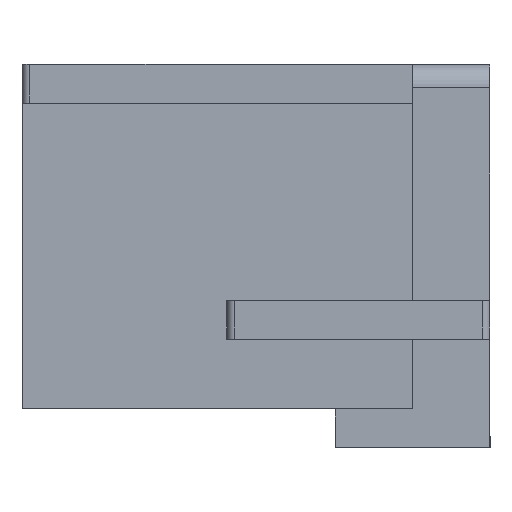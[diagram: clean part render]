
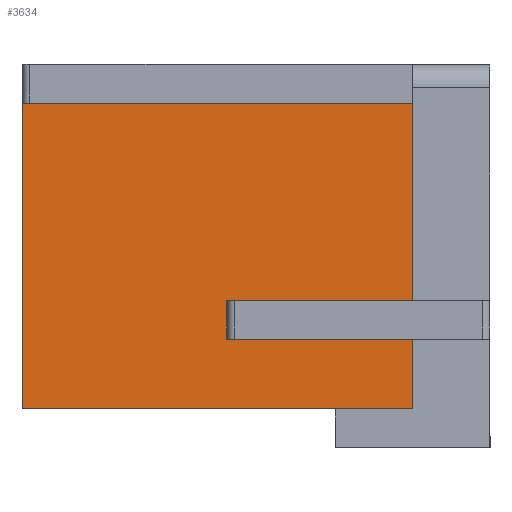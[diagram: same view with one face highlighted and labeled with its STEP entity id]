
A CAD part, left-side view. The second image highlights one B-rep face of the part: STEP entity #3634.
In plain terms, the highlighted planar face has unit normal (-1, 0, 0).
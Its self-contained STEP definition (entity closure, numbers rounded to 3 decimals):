
#393 = PLANE('',#394);
#394 = AXIS2_PLACEMENT_3D('',#395,#396,#397);
#395 = CARTESIAN_POINT('',(21.25,60.466,0.));
#396 = DIRECTION('',(0.,1.,0.));
#397 = DIRECTION('',(0.,0.,1.));
#538 = PLANE('',#539);
#539 = AXIS2_PLACEMENT_3D('',#540,#541,#542);
#540 = CARTESIAN_POINT('',(-69.25,0.,19.));
#541 = DIRECTION('',(0.,1.,0.));
#542 = DIRECTION('',(0.,0.,1.));
#1065 = VERTEX_POINT('',#1066);
#1066 = CARTESIAN_POINT('',(21.25,60.466,5.));
#1082 = PLANE('',#1083);
#1083 = AXIS2_PLACEMENT_3D('',#1084,#1085,#1086);
#1084 = CARTESIAN_POINT('',(21.25,19.466,5.));
#1085 = DIRECTION('',(0.,0.,1.));
#1086 = DIRECTION('',(1.,0.,0.));
#1094 = EDGE_CURVE('',#1065,#1095,#1097,.T.);
#1095 = VERTEX_POINT('',#1096);
#1096 = CARTESIAN_POINT('',(21.25,60.466,44.5));
#1097 = SURFACE_CURVE('',#1098,(#1102,#1109),.PCURVE_S1.);
#1098 = LINE('',#1099,#1100);
#1099 = CARTESIAN_POINT('',(21.25,60.466,0.));
#1100 = VECTOR('',#1101,1.);
#1101 = DIRECTION('',(0.,0.,1.));
#1102 = PCURVE('',#393,#1103);
#1103 = DEFINITIONAL_REPRESENTATION('',(#1104),#1108);
#1104 = LINE('',#1105,#1106);
#1105 = CARTESIAN_POINT('',(0.,0.));
#1106 = VECTOR('',#1107,1.);
#1107 = DIRECTION('',(1.,0.));
#1108 = ( GEOMETRIC_REPRESENTATION_CONTEXT(2) 
PARAMETRIC_REPRESENTATION_CONTEXT() REPRESENTATION_CONTEXT('2D SPACE',''
  ) );
#1109 = PCURVE('',#1110,#1115);
#1110 = PLANE('',#1111);
#1111 = AXIS2_PLACEMENT_3D('',#1112,#1113,#1114);
#1112 = CARTESIAN_POINT('',(21.25,0.,44.5));
#1113 = DIRECTION('',(1.,0.,0.));
#1114 = DIRECTION('',(0.,0.,1.));
#1115 = DEFINITIONAL_REPRESENTATION('',(#1116),#1120);
#1116 = LINE('',#1117,#1118);
#1117 = CARTESIAN_POINT('',(-44.5,-60.466));
#1118 = VECTOR('',#1119,1.);
#1119 = DIRECTION('',(1.,0.));
#1120 = ( GEOMETRIC_REPRESENTATION_CONTEXT(2) 
PARAMETRIC_REPRESENTATION_CONTEXT() REPRESENTATION_CONTEXT('2D SPACE',''
  ) );
#1138 = PLANE('',#1139);
#1139 = AXIS2_PLACEMENT_3D('',#1140,#1141,#1142);
#1140 = CARTESIAN_POINT('',(0.,30.233,44.5));
#1141 = DIRECTION('',(0.,0.,-1.));
#1142 = DIRECTION('',(0.,-1.,0.));
#2204 = VERTEX_POINT('',#2205);
#2205 = CARTESIAN_POINT('',(21.25,0.,0.));
#2219 = PLANE('',#2220);
#2220 = AXIS2_PLACEMENT_3D('',#2221,#2222,#2223);
#2221 = CARTESIAN_POINT('',(25.25,9.733,0.));
#2222 = DIRECTION('',(0.,0.,1.));
#2223 = DIRECTION('',(1.,0.,0.));
#2231 = EDGE_CURVE('',#2232,#2204,#2234,.T.);
#2232 = VERTEX_POINT('',#2233);
#2233 = CARTESIAN_POINT('',(21.25,0.,44.5));
#2234 = SURFACE_CURVE('',#2235,(#2239,#2246),.PCURVE_S1.);
#2235 = LINE('',#2236,#2237);
#2236 = CARTESIAN_POINT('',(21.25,0.,44.5));
#2237 = VECTOR('',#2238,1.);
#2238 = DIRECTION('',(0.,0.,-1.));
#2239 = PCURVE('',#538,#2240);
#2240 = DEFINITIONAL_REPRESENTATION('',(#2241),#2245);
#2241 = LINE('',#2242,#2243);
#2242 = CARTESIAN_POINT('',(25.5,90.5));
#2243 = VECTOR('',#2244,1.);
#2244 = DIRECTION('',(-1.,0.));
#2245 = ( GEOMETRIC_REPRESENTATION_CONTEXT(2) 
PARAMETRIC_REPRESENTATION_CONTEXT() REPRESENTATION_CONTEXT('2D SPACE',''
  ) );
#2246 = PCURVE('',#1110,#2247);
#2247 = DEFINITIONAL_REPRESENTATION('',(#2248),#2252);
#2248 = LINE('',#2249,#2250);
#2249 = CARTESIAN_POINT('',(0.,0.));
#2250 = VECTOR('',#2251,1.);
#2251 = DIRECTION('',(-1.,0.));
#2252 = ( GEOMETRIC_REPRESENTATION_CONTEXT(2) 
PARAMETRIC_REPRESENTATION_CONTEXT() REPRESENTATION_CONTEXT('2D SPACE',''
  ) );
#3436 = PLANE('',#3437);
#3437 = AXIS2_PLACEMENT_3D('',#3438,#3439,#3440);
#3438 = CARTESIAN_POINT('',(21.25,19.466,0.));
#3439 = DIRECTION('',(0.,1.,0.));
#3440 = DIRECTION('',(0.,0.,1.));
#3523 = EDGE_CURVE('',#3524,#1065,#3526,.T.);
#3524 = VERTEX_POINT('',#3525);
#3525 = CARTESIAN_POINT('',(21.25,19.466,5.));
#3526 = SURFACE_CURVE('',#3527,(#3531,#3538),.PCURVE_S1.);
#3527 = LINE('',#3528,#3529);
#3528 = CARTESIAN_POINT('',(21.25,19.466,5.));
#3529 = VECTOR('',#3530,1.);
#3530 = DIRECTION('',(0.,1.,0.));
#3531 = PCURVE('',#1082,#3532);
#3532 = DEFINITIONAL_REPRESENTATION('',(#3533),#3537);
#3533 = LINE('',#3534,#3535);
#3534 = CARTESIAN_POINT('',(0.,0.));
#3535 = VECTOR('',#3536,1.);
#3536 = DIRECTION('',(0.,1.));
#3537 = ( GEOMETRIC_REPRESENTATION_CONTEXT(2) 
PARAMETRIC_REPRESENTATION_CONTEXT() REPRESENTATION_CONTEXT('2D SPACE',''
  ) );
#3538 = PCURVE('',#1110,#3539);
#3539 = DEFINITIONAL_REPRESENTATION('',(#3540),#3544);
#3540 = LINE('',#3541,#3542);
#3541 = CARTESIAN_POINT('',(-39.5,-19.466));
#3542 = VECTOR('',#3543,1.);
#3543 = DIRECTION('',(0.,-1.));
#3544 = ( GEOMETRIC_REPRESENTATION_CONTEXT(2) 
PARAMETRIC_REPRESENTATION_CONTEXT() REPRESENTATION_CONTEXT('2D SPACE',''
  ) );
#3634 = ADVANCED_FACE('',(#3635),#1110,.F.);
#3635 = FACE_BOUND('',#3636,.T.);
#3636 = EDGE_LOOP('',(#3637,#3660,#3681,#3682,#3683,#3706,#3729,#3750));
#3637 = ORIENTED_EDGE('',*,*,#3638,.T.);
#3638 = EDGE_CURVE('',#2232,#3639,#3641,.T.);
#3639 = VERTEX_POINT('',#3640);
#3640 = CARTESIAN_POINT('',(21.25,10.,44.5));
#3641 = SURFACE_CURVE('',#3642,(#3646,#3653),.PCURVE_S1.);
#3642 = LINE('',#3643,#3644);
#3643 = CARTESIAN_POINT('',(21.25,0.,44.5));
#3644 = VECTOR('',#3645,1.);
#3645 = DIRECTION('',(-0.,1.,0.));
#3646 = PCURVE('',#1110,#3647);
#3647 = DEFINITIONAL_REPRESENTATION('',(#3648),#3652);
#3648 = LINE('',#3649,#3650);
#3649 = CARTESIAN_POINT('',(0.,0.));
#3650 = VECTOR('',#3651,1.);
#3651 = DIRECTION('',(0.,-1.));
#3652 = ( GEOMETRIC_REPRESENTATION_CONTEXT(2) 
PARAMETRIC_REPRESENTATION_CONTEXT() REPRESENTATION_CONTEXT('2D SPACE',''
  ) );
#3653 = PCURVE('',#1138,#3654);
#3654 = DEFINITIONAL_REPRESENTATION('',(#3655),#3659);
#3655 = LINE('',#3656,#3657);
#3656 = CARTESIAN_POINT('',(30.233,-21.25));
#3657 = VECTOR('',#3658,1.);
#3658 = DIRECTION('',(-1.,0.));
#3659 = ( GEOMETRIC_REPRESENTATION_CONTEXT(2) 
PARAMETRIC_REPRESENTATION_CONTEXT() REPRESENTATION_CONTEXT('2D SPACE',''
  ) );
#3660 = ORIENTED_EDGE('',*,*,#3661,.T.);
#3661 = EDGE_CURVE('',#3639,#1095,#3662,.T.);
#3662 = SURFACE_CURVE('',#3663,(#3667,#3674),.PCURVE_S1.);
#3663 = LINE('',#3664,#3665);
#3664 = CARTESIAN_POINT('',(21.25,10.,44.5));
#3665 = VECTOR('',#3666,1.);
#3666 = DIRECTION('',(0.,1.,0.));
#3667 = PCURVE('',#1110,#3668);
#3668 = DEFINITIONAL_REPRESENTATION('',(#3669),#3673);
#3669 = LINE('',#3670,#3671);
#3670 = CARTESIAN_POINT('',(0.,-10.));
#3671 = VECTOR('',#3672,1.);
#3672 = DIRECTION('',(0.,-1.));
#3673 = ( GEOMETRIC_REPRESENTATION_CONTEXT(2) 
PARAMETRIC_REPRESENTATION_CONTEXT() REPRESENTATION_CONTEXT('2D SPACE',''
  ) );
#3674 = PCURVE('',#1138,#3675);
#3675 = DEFINITIONAL_REPRESENTATION('',(#3676),#3680);
#3676 = LINE('',#3677,#3678);
#3677 = CARTESIAN_POINT('',(20.233,-21.25));
#3678 = VECTOR('',#3679,1.);
#3679 = DIRECTION('',(-1.,0.));
#3680 = ( GEOMETRIC_REPRESENTATION_CONTEXT(2) 
PARAMETRIC_REPRESENTATION_CONTEXT() REPRESENTATION_CONTEXT('2D SPACE',''
  ) );
#3681 = ORIENTED_EDGE('',*,*,#1094,.F.);
#3682 = ORIENTED_EDGE('',*,*,#3523,.F.);
#3683 = ORIENTED_EDGE('',*,*,#3684,.F.);
#3684 = EDGE_CURVE('',#3685,#3524,#3687,.T.);
#3685 = VERTEX_POINT('',#3686);
#3686 = CARTESIAN_POINT('',(21.25,19.466,0.));
#3687 = SURFACE_CURVE('',#3688,(#3692,#3699),.PCURVE_S1.);
#3688 = LINE('',#3689,#3690);
#3689 = CARTESIAN_POINT('',(21.25,19.466,0.));
#3690 = VECTOR('',#3691,1.);
#3691 = DIRECTION('',(0.,0.,1.));
#3692 = PCURVE('',#1110,#3693);
#3693 = DEFINITIONAL_REPRESENTATION('',(#3694),#3698);
#3694 = LINE('',#3695,#3696);
#3695 = CARTESIAN_POINT('',(-44.5,-19.466));
#3696 = VECTOR('',#3697,1.);
#3697 = DIRECTION('',(1.,0.));
#3698 = ( GEOMETRIC_REPRESENTATION_CONTEXT(2) 
PARAMETRIC_REPRESENTATION_CONTEXT() REPRESENTATION_CONTEXT('2D SPACE',''
  ) );
#3699 = PCURVE('',#3436,#3700);
#3700 = DEFINITIONAL_REPRESENTATION('',(#3701),#3705);
#3701 = LINE('',#3702,#3703);
#3702 = CARTESIAN_POINT('',(0.,0.));
#3703 = VECTOR('',#3704,1.);
#3704 = DIRECTION('',(1.,0.));
#3705 = ( GEOMETRIC_REPRESENTATION_CONTEXT(2) 
PARAMETRIC_REPRESENTATION_CONTEXT() REPRESENTATION_CONTEXT('2D SPACE',''
  ) );
#3706 = ORIENTED_EDGE('',*,*,#3707,.F.);
#3707 = EDGE_CURVE('',#3708,#3685,#3710,.T.);
#3708 = VERTEX_POINT('',#3709);
#3709 = CARTESIAN_POINT('',(21.25,10.,0.));
#3710 = SURFACE_CURVE('',#3711,(#3715,#3722),.PCURVE_S1.);
#3711 = LINE('',#3712,#3713);
#3712 = CARTESIAN_POINT('',(21.25,10.,0.));
#3713 = VECTOR('',#3714,1.);
#3714 = DIRECTION('',(0.,1.,0.));
#3715 = PCURVE('',#1110,#3716);
#3716 = DEFINITIONAL_REPRESENTATION('',(#3717),#3721);
#3717 = LINE('',#3718,#3719);
#3718 = CARTESIAN_POINT('',(-44.5,-10.));
#3719 = VECTOR('',#3720,1.);
#3720 = DIRECTION('',(0.,-1.));
#3721 = ( GEOMETRIC_REPRESENTATION_CONTEXT(2) 
PARAMETRIC_REPRESENTATION_CONTEXT() REPRESENTATION_CONTEXT('2D SPACE',''
  ) );
#3722 = PCURVE('',#2219,#3723);
#3723 = DEFINITIONAL_REPRESENTATION('',(#3724),#3728);
#3724 = LINE('',#3725,#3726);
#3725 = CARTESIAN_POINT('',(-4.,0.267));
#3726 = VECTOR('',#3727,1.);
#3727 = DIRECTION('',(0.,1.));
#3728 = ( GEOMETRIC_REPRESENTATION_CONTEXT(2) 
PARAMETRIC_REPRESENTATION_CONTEXT() REPRESENTATION_CONTEXT('2D SPACE',''
  ) );
#3729 = ORIENTED_EDGE('',*,*,#3730,.F.);
#3730 = EDGE_CURVE('',#2204,#3708,#3731,.T.);
#3731 = SURFACE_CURVE('',#3732,(#3736,#3743),.PCURVE_S1.);
#3732 = LINE('',#3733,#3734);
#3733 = CARTESIAN_POINT('',(21.25,0.,0.));
#3734 = VECTOR('',#3735,1.);
#3735 = DIRECTION('',(-0.,1.,0.));
#3736 = PCURVE('',#1110,#3737);
#3737 = DEFINITIONAL_REPRESENTATION('',(#3738),#3742);
#3738 = LINE('',#3739,#3740);
#3739 = CARTESIAN_POINT('',(-44.5,0.));
#3740 = VECTOR('',#3741,1.);
#3741 = DIRECTION('',(0.,-1.));
#3742 = ( GEOMETRIC_REPRESENTATION_CONTEXT(2) 
PARAMETRIC_REPRESENTATION_CONTEXT() REPRESENTATION_CONTEXT('2D SPACE',''
  ) );
#3743 = PCURVE('',#2219,#3744);
#3744 = DEFINITIONAL_REPRESENTATION('',(#3745),#3749);
#3745 = LINE('',#3746,#3747);
#3746 = CARTESIAN_POINT('',(-4.,-9.733));
#3747 = VECTOR('',#3748,1.);
#3748 = DIRECTION('',(0.,1.));
#3749 = ( GEOMETRIC_REPRESENTATION_CONTEXT(2) 
PARAMETRIC_REPRESENTATION_CONTEXT() REPRESENTATION_CONTEXT('2D SPACE',''
  ) );
#3750 = ORIENTED_EDGE('',*,*,#2231,.F.);
